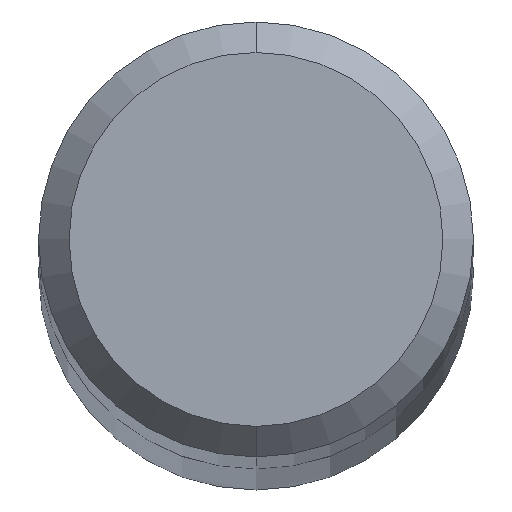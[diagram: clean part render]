
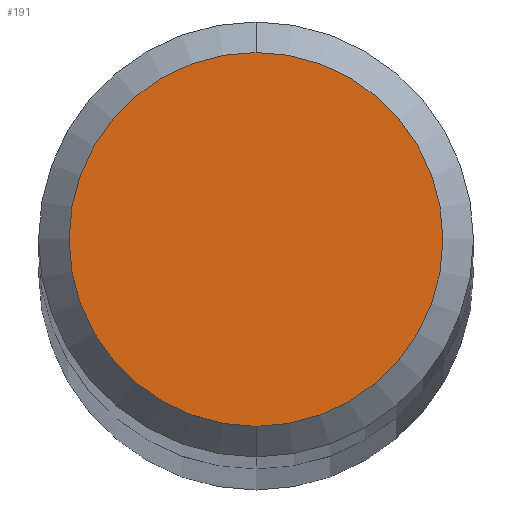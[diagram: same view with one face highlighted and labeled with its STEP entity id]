
A CAD part, top view. The second image highlights one B-rep face of the part: STEP entity #191.
In plain terms, the highlighted planar face has unit normal (0, 0, 1).
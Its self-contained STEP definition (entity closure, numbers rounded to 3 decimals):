
#191=ADVANCED_FACE('',(#452),#453,.T.);
#309=VERTEX_POINT('',#585);
#313=VERTEX_POINT('',#589);
#319=EDGE_CURVE('',#313,#309,#596,.T.);
#325=EDGE_CURVE('',#309,#313,#602,.T.);
#452=FACE_OUTER_BOUND('',#741,.T.);
#453=PLANE('',#742);
#585=CARTESIAN_POINT('',(0.,-2.45,88.0));
#589=CARTESIAN_POINT('',(0.0,2.45,88.0));
#596=CIRCLE('',#1080,2.45);
#602=CIRCLE('',#1087,2.45);
#741=EDGE_LOOP('',(#1312,#1313));
#742=AXIS2_PLACEMENT_3D('',#1314,#1315,#1316);
#1080=AXIS2_PLACEMENT_3D('',#1477,#1478,#1479);
#1087=AXIS2_PLACEMENT_3D('',#1480,#1481,#1482);
#1312=ORIENTED_EDGE('',*,*,#319,.F.);
#1313=ORIENTED_EDGE('',*,*,#325,.F.);
#1314=CARTESIAN_POINT('',(0.0,1.225,88.0));
#1315=DIRECTION('',(0.0,0.0,1.0));
#1316=DIRECTION('',(0.0,-1.0,0.0));
#1477=CARTESIAN_POINT('',(0.0,0.0,88.0));
#1478=DIRECTION('',(0.0,0.0,-1.0));
#1479=DIRECTION('',(0.0,1.0,0.0));
#1480=CARTESIAN_POINT('',(0.0,0.0,88.0));
#1481=DIRECTION('',(0.0,0.0,-1.0));
#1482=DIRECTION('',(0.0,1.0,0.0));
